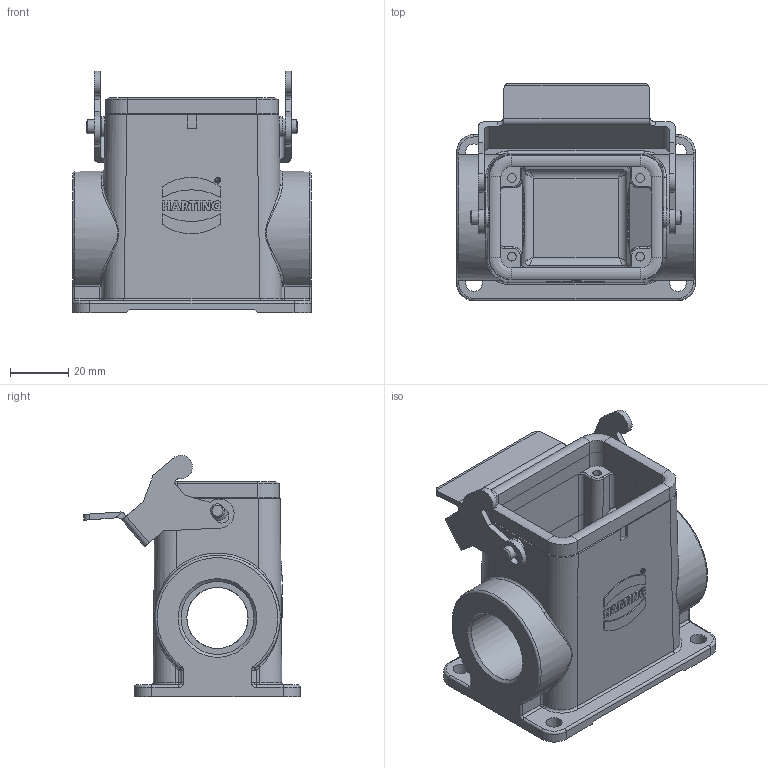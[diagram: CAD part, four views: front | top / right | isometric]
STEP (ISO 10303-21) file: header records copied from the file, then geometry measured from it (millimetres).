
FILE_DESCRIPTION((''),'2;1');
FILE_NAME('04300060269.stp','2020-07-07T15:08:58',('e.eickhoff'),(''),'Autodesk Inventor 2012','Autodesk Inventor 2012','');
FILE_SCHEMA(('AUTOMOTIVE_DESIGN { 1 0 10303 214 1 1 1 1 }'));
Length unit declared in the file: millimetre
Products named in the file (3): 04300060269; Metallbügel 1
Assembly tree (2 placements, depth 2):
  04300060269
    04300060269
    Metallbügel 1
Bounding box: 82 x 74.49 x 82.8 mm (x, y, z)
Volume: 113660.4 mm3; surface area: 46034.9 mm2
Topology: 2 solids, 2 shells, 435 faces, 1167 edges, 840 vertices
Faces by surface type: plane 203, cylinder 144, bspline 32, torus 30, cone 14, sphere 12
Full cylindrical faces by diameter (mm): 1.342 x1, 1.969 x1, 2.95 x2, 3 x4, 4 x2, 4.8 x2, 5.6 x4, 7 x2, 21 x2, 25 x2
Entity records: 15564 total; most frequent: CARTESIAN_POINT 4396, DIRECTION 2284, ORIENTED_EDGE 2094, EDGE_CURVE 1047, AXIS2_PLACEMENT_3D 795, VECTOR 694, LINE 694, VERTEX_POINT 673
